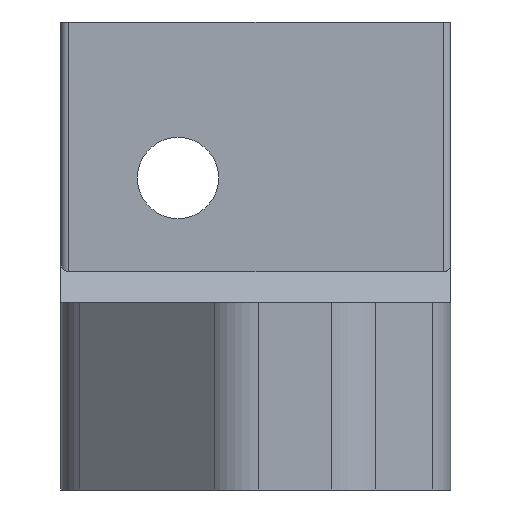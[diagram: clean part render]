
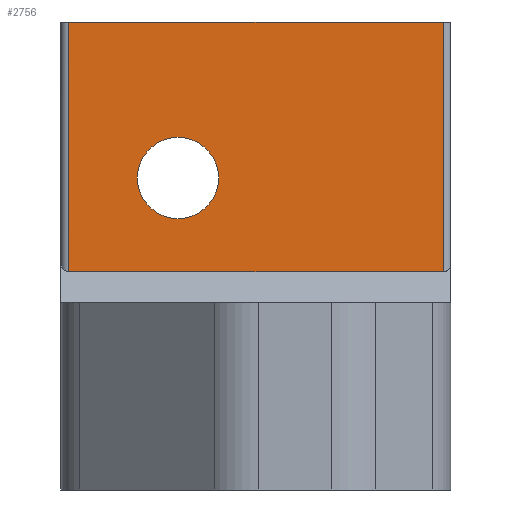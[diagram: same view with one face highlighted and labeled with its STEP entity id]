
A CAD part, left-side view. The second image highlights one B-rep face of the part: STEP entity #2756.
In plain terms, the highlighted planar face has unit normal (-1, 0, 0).
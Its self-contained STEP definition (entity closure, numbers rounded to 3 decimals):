
#900=DIRECTION('',(0.,1.,0.));
#901=VECTOR('',#900,24.);
#902=CARTESIAN_POINT('',(17.,-9.5,14.));
#903=LINE('',#902,#901);
#907=DIRECTION('',(0.,0.,1.));
#908=VECTOR('',#907,16.);
#909=CARTESIAN_POINT('',(17.,14.5,14.));
#910=LINE('',#909,#908);
#917=CARTESIAN_POINT('',(17.,14.5,14.));
#1014=DIRECTION('',(0.,-1.,0.));
#1015=VECTOR('',#1014,24.);
#1016=CARTESIAN_POINT('',(17.,14.5,30.));
#1017=LINE('',#1016,#1015);
#1296=DIRECTION('',(0.,0.,-1.));
#1297=VECTOR('',#1296,16.);
#1298=CARTESIAN_POINT('',(17.,-9.5,30.));
#1299=LINE('',#1298,#1297);
#1303=CARTESIAN_POINT('',(17.,7.5,20.));
#1304=DIRECTION('',(1.,0.,0.));
#1305=DIRECTION('',(0.,0.,-1.));
#1306=AXIS2_PLACEMENT_3D('',#1303,#1304,#1305);
#1311=CARTESIAN_POINT('',(17.,7.5,20.));
#1312=DIRECTION('',(1.,0.,0.));
#1313=DIRECTION('',(0.,0.,1.));
#1314=AXIS2_PLACEMENT_3D('',#1311,#1312,#1313);
#1430=VERTEX_POINT('',#917);
#1461=CARTESIAN_POINT('',(17.,14.5,30.));
#1462=VERTEX_POINT('',#1461);
#1463=CARTESIAN_POINT('',(17.,-9.5,14.));
#1464=VERTEX_POINT('',#1463);
#1496=CARTESIAN_POINT('',(17.,-9.5,30.));
#1497=VERTEX_POINT('',#1496);
#1595=CARTESIAN_POINT('',(17.,7.5,22.6));
#1597=VERTEX_POINT('',#1595);
#1599=CARTESIAN_POINT('',(17.,7.5,17.4));
#1601=VERTEX_POINT('',#1599);
#2739=CARTESIAN_POINT('',(17.,-10.,5.));
#2740=DIRECTION('',(1.,0.,0.));
#2741=DIRECTION('',(0.,1.,0.));
#2742=AXIS2_PLACEMENT_3D('',#2739,#2740,#2741);
#2743=PLANE('',#2742);
#2744=ORIENTED_EDGE('',*,*,#2375,.T.);
#2745=ORIENTED_EDGE('',*,*,#2415,.T.);
#2746=ORIENTED_EDGE('',*,*,#2726,.T.);
#2747=ORIENTED_EDGE('',*,*,#2348,.T.);
#2748=EDGE_LOOP('',(#2744,#2745,#2746,#2747));
#2749=FACE_OUTER_BOUND('',#2748,.F.);
#2751=ORIENTED_EDGE('',*,*,#2750,.F.);
#2753=ORIENTED_EDGE('',*,*,#2752,.F.);
#2754=EDGE_LOOP('',(#2751,#2753));
#2755=FACE_BOUND('',#2754,.F.);
#1307=CIRCLE('',#1306,2.6);
#1315=CIRCLE('',#1314,2.6);
#2348=EDGE_CURVE('',#1464,#1430,#903,.T.);
#2375=EDGE_CURVE('',#1430,#1462,#910,.T.);
#2415=EDGE_CURVE('',#1462,#1497,#1017,.T.);
#2726=EDGE_CURVE('',#1497,#1464,#1299,.T.);
#2750=EDGE_CURVE('',#1601,#1597,#1307,.T.);
#2752=EDGE_CURVE('',#1597,#1601,#1315,.T.);
#2756=ADVANCED_FACE('',(#2749,#2755),#2743,.F.);
